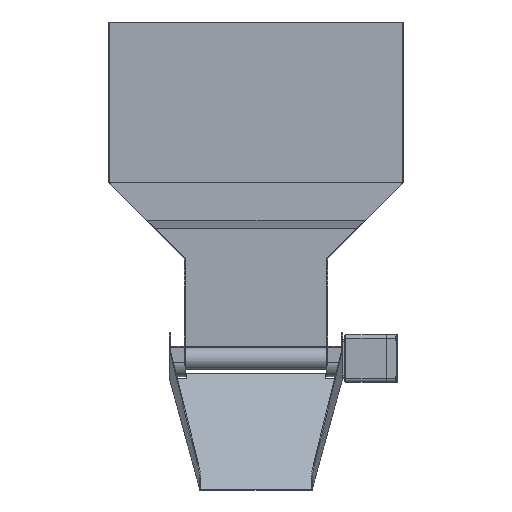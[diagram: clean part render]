
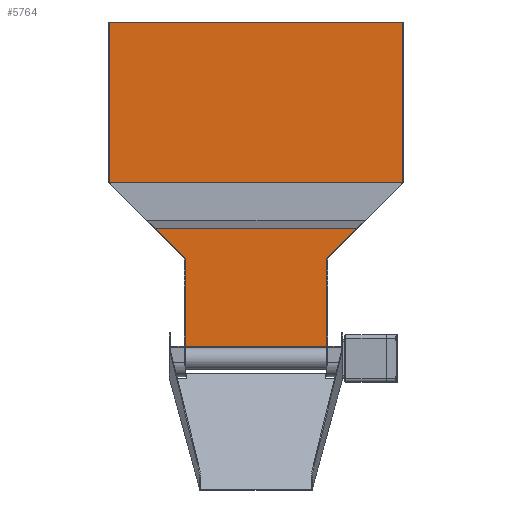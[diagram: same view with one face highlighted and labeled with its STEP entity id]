
A CAD part, front view. The second image highlights one B-rep face of the part: STEP entity #5764.
In plain terms, the highlighted planar face has unit normal (0, -1, 0).
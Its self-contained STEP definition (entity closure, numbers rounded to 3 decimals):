
#1142=ORIENTED_EDGE('',*,*,#2404,.F.);
#1143=ORIENTED_EDGE('',*,*,#2396,.F.);
#1144=ORIENTED_EDGE('',*,*,#2416,.F.);
#1145=ORIENTED_EDGE('',*,*,#2457,.T.);
#1146=ORIENTED_EDGE('',*,*,#2460,.F.);
#1147=ORIENTED_EDGE('',*,*,#2461,.F.);
#1148=ORIENTED_EDGE('',*,*,#2462,.F.);
#1149=ORIENTED_EDGE('',*,*,#2458,.F.);
#2396=EDGE_CURVE('',#3116,#3117,#3675,.T.);
#2404=EDGE_CURVE('',#3117,#3124,#3683,.T.);
#2416=EDGE_CURVE('',#3134,#3116,#3693,.T.);
#2457=EDGE_CURVE('',#3134,#3164,#3732,.T.);
#2458=EDGE_CURVE('',#3124,#3165,#3733,.T.);
#2460=EDGE_CURVE('',#3166,#3164,#3735,.T.);
#2461=EDGE_CURVE('',#3167,#3166,#3736,.T.);
#2462=EDGE_CURVE('',#3165,#3167,#3737,.T.);
#3116=VERTEX_POINT('',#8959);
#3117=VERTEX_POINT('',#8961);
#3124=VERTEX_POINT('',#8978);
#3134=VERTEX_POINT('',#9000);
#3164=VERTEX_POINT('',#9079);
#3165=VERTEX_POINT('',#9083);
#3166=VERTEX_POINT('',#9087);
#3167=VERTEX_POINT('',#9089);
#3675=LINE('',#8960,#4212);
#3683=LINE('',#8977,#4220);
#3693=LINE('',#9001,#4230);
#3732=LINE('',#9080,#4269);
#3733=LINE('',#9082,#4270);
#3735=LINE('',#9086,#4272);
#3736=LINE('',#9088,#4273);
#3737=LINE('',#9090,#4274);
#4212=VECTOR('',#7204,1000.);
#4220=VECTOR('',#7216,1000.);
#4230=VECTOR('',#7232,1000.);
#4269=VECTOR('',#7291,1000.);
#4270=VECTOR('',#7294,1000.);
#4272=VECTOR('',#7298,1000.);
#4273=VECTOR('',#7299,1000.);
#4274=VECTOR('',#7300,1000.);
#4685=EDGE_LOOP('',(#1142,#1143,#1144,#1145,#1146,#1147,#1148,#1149));
#5132=FACE_BOUND('',#4685,.T.);
#5529=PLANE('',#6231);
#5764=ADVANCED_FACE('',(#5132),#5529,.F.);
#6231=AXIS2_PLACEMENT_3D('',#9085,#7296,#7297);
#7204=DIRECTION('',(-0.707,0.,-0.707));
#7216=DIRECTION('',(0.,0.,-1.));
#7232=DIRECTION('',(0.,0.,-1.));
#7291=DIRECTION('',(-1.,0.,0.));
#7294=DIRECTION('',(-1.,0.,0.));
#7296=DIRECTION('',(0.,1.,0.));
#7297=DIRECTION('',(0.,0.,1.));
#7298=DIRECTION('',(0.,0.,1.));
#7299=DIRECTION('',(-0.707,0.,0.707));
#7300=DIRECTION('',(0.,0.,1.));
#8959=CARTESIAN_POINT('',(248.502,1130.5,278.502));
#8960=CARTESIAN_POINT('',(120.,1130.5,150.));
#8961=CARTESIAN_POINT('',(120.,1130.5,150.));
#8977=CARTESIAN_POINT('',(120.,1130.5,150.));
#8978=CARTESIAN_POINT('',(120.,1130.5,1.5));
#9000=CARTESIAN_POINT('',(248.502,1130.5,549.469));
#9001=CARTESIAN_POINT('',(248.502,1130.5,550.));
#9079=CARTESIAN_POINT('',(-248.502,1130.5,549.469));
#9080=CARTESIAN_POINT('',(1354.225,1130.5,549.469));
#9082=CARTESIAN_POINT('',(1354.225,1130.5,1.5));
#9083=CARTESIAN_POINT('',(-120.,1130.5,1.5));
#9085=CARTESIAN_POINT('',(1354.225,1130.5,1.5));
#9086=CARTESIAN_POINT('',(-248.502,1130.5,550.));
#9087=CARTESIAN_POINT('',(-248.502,1130.5,278.502));
#9088=CARTESIAN_POINT('',(-120.,1130.5,150.));
#9089=CARTESIAN_POINT('',(-120.,1130.5,150.));
#9090=CARTESIAN_POINT('',(-120.,1130.5,150.));
